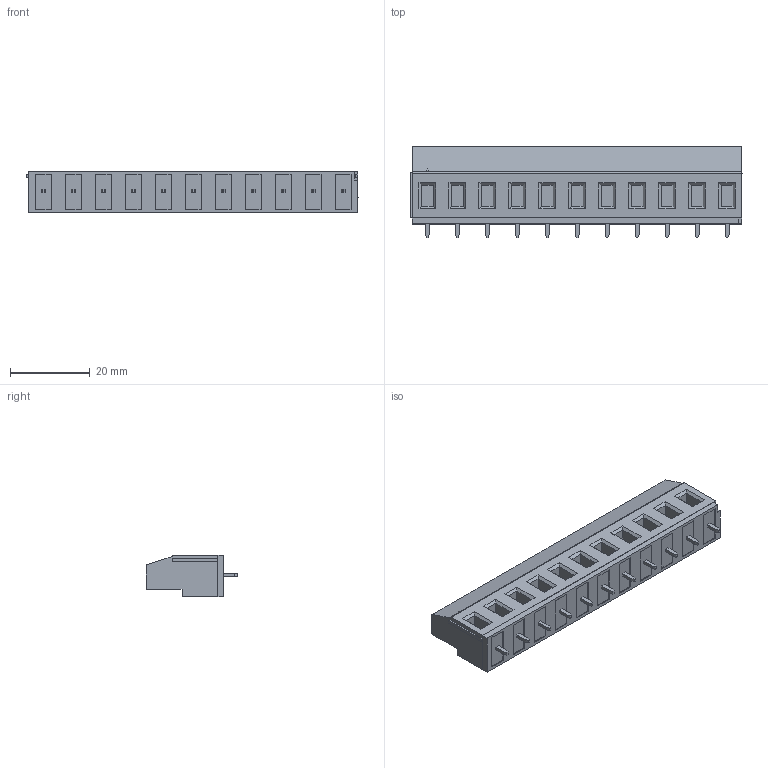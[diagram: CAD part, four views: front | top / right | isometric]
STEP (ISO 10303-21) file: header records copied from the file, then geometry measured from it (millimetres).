
FILE_DESCRIPTION (( 'STEP AP214' ), '1' );
FILE_NAME ('DG129-7.5-11P-14-00AH.STEP', '2021-01-12T19:47:27', ( '' ), ( '' ), 'SwSTEP 2.0', 'SolidWorks 2020', '' );
FILE_SCHEMA (( 'AUTOMOTIVE_DESIGN' ));
Length unit declared in the file: millimetre
Products named in the file (1): DG129-7.5-11P-14-00AH
Bounding box: 83.1 x 23 x 10.5 mm (x, y, z)
Volume: 13077 mm3; surface area: 7472.1 mm2
Topology: 1 solids, 1 shells, 954 faces, 2415 edges, 1563 vertices
Faces by surface type: plane 586, bspline 184, cylinder 109, torus 55, cone 20
Entity records: 43432 total; most frequent: CARTESIAN_POINT 15273, ORIENTED_EDGE 4830, DIRECTION 3981, EDGE_CURVE 2415, VECTOR 1611, LINE 1611, VERTEX_POINT 1563, AXIS2_PLACEMENT_3D 1185
